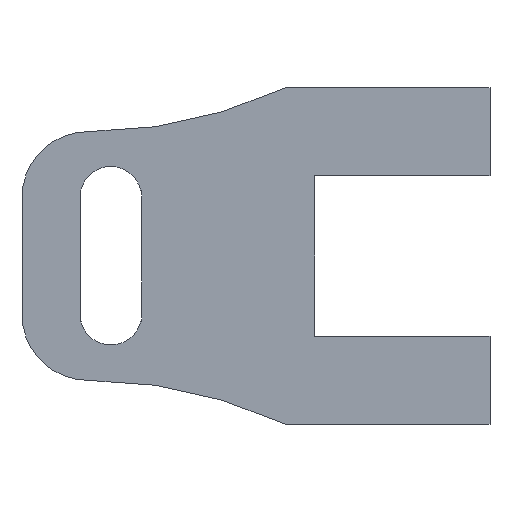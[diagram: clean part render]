
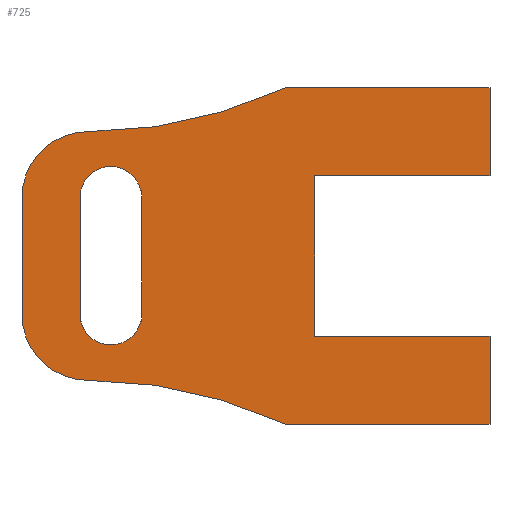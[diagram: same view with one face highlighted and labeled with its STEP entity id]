
A CAD part, front view. The second image highlights one B-rep face of the part: STEP entity #725.
In plain terms, the highlighted planar face has unit normal (0, -1, 0).
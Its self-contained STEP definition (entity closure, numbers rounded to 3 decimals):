
#16=FACE_BOUND('',#99,.T.);
#27=PLANE('',#801);
#57=FACE_OUTER_BOUND('',#98,.T.);
#98=EDGE_LOOP('',(#543,#544,#545,#546,#547,#548,#549,#550,#551,#552,#553,
#554));
#99=EDGE_LOOP('',(#555,#556,#557,#558,#559,#560,#561,#562,#563,#564,#565));
#134=LINE('',#1092,#210);
#152=LINE('',#1137,#228);
#155=LINE('',#1145,#231);
#159=LINE('',#1156,#235);
#160=LINE('',#1158,#236);
#161=LINE('',#1160,#237);
#162=LINE('',#1166,#238);
#163=LINE('',#1168,#239);
#164=LINE('',#1173,#240);
#165=LINE('',#1175,#241);
#166=LINE('',#1177,#242);
#167=LINE('',#1181,#243);
#168=LINE('',#1185,#244);
#169=LINE('',#1189,#245);
#170=LINE('',#1190,#246);
#210=VECTOR('',#875,10.);
#228=VECTOR('',#913,10.);
#231=VECTOR('',#918,10.);
#235=VECTOR('',#930,10.);
#236=VECTOR('',#931,10.);
#237=VECTOR('',#932,10.);
#238=VECTOR('',#937,10.);
#239=VECTOR('',#940,10.);
#240=VECTOR('',#943,10.);
#241=VECTOR('',#944,10.);
#242=VECTOR('',#945,10.);
#243=VECTOR('',#948,10.);
#244=VECTOR('',#951,10.);
#245=VECTOR('',#954,10.);
#246=VECTOR('',#955,10.);
#288=CIRCLE('',#790,32.);
#294=CIRCLE('',#802,32.);
#295=CIRCLE('',#803,4.5);
#296=CIRCLE('',#804,4.5);
#297=CIRCLE('',#805,2.1);
#298=CIRCLE('',#806,2.1);
#299=CIRCLE('',#807,2.1);
#300=CIRCLE('',#808,2.1);
#320=VERTEX_POINT('',#1089);
#321=VERTEX_POINT('',#1091);
#333=VERTEX_POINT('',#1119);
#334=VERTEX_POINT('',#1121);
#338=VERTEX_POINT('',#1135);
#341=VERTEX_POINT('',#1142);
#342=VERTEX_POINT('',#1144);
#346=VERTEX_POINT('',#1157);
#347=VERTEX_POINT('',#1159);
#348=VERTEX_POINT('',#1161);
#349=VERTEX_POINT('',#1163);
#350=VERTEX_POINT('',#1165);
#351=VERTEX_POINT('',#1169);
#352=VERTEX_POINT('',#1170);
#353=VERTEX_POINT('',#1172);
#354=VERTEX_POINT('',#1174);
#355=VERTEX_POINT('',#1176);
#356=VERTEX_POINT('',#1178);
#357=VERTEX_POINT('',#1180);
#358=VERTEX_POINT('',#1182);
#359=VERTEX_POINT('',#1184);
#360=VERTEX_POINT('',#1186);
#361=VERTEX_POINT('',#1188);
#392=EDGE_CURVE('',#321,#320,#134,.T.);
#407=EDGE_CURVE('',#333,#334,#288,.T.);
#415=EDGE_CURVE('',#338,#333,#152,.T.);
#418=EDGE_CURVE('',#342,#341,#155,.T.);
#424=EDGE_CURVE('',#342,#320,#159,.T.);
#425=EDGE_CURVE('',#341,#346,#160,.T.);
#426=EDGE_CURVE('',#347,#346,#161,.T.);
#427=EDGE_CURVE('',#347,#348,#294,.F.);
#428=EDGE_CURVE('',#349,#348,#295,.T.);
#429=EDGE_CURVE('',#350,#349,#162,.T.);
#430=EDGE_CURVE('',#334,#350,#296,.T.);
#431=EDGE_CURVE('',#338,#321,#163,.T.);
#432=EDGE_CURVE('',#351,#352,#297,.T.);
#433=EDGE_CURVE('',#352,#353,#164,.T.);
#434=EDGE_CURVE('',#354,#353,#165,.T.);
#435=EDGE_CURVE('',#354,#355,#166,.T.);
#436=EDGE_CURVE('',#355,#356,#298,.T.);
#437=EDGE_CURVE('',#356,#357,#167,.T.);
#438=EDGE_CURVE('',#358,#357,#299,.T.);
#439=EDGE_CURVE('',#359,#358,#168,.T.);
#440=EDGE_CURVE('',#360,#359,#300,.T.);
#441=EDGE_CURVE('',#361,#360,#169,.T.);
#442=EDGE_CURVE('',#361,#351,#170,.T.);
#543=ORIENTED_EDGE('',*,*,#424,.F.);
#544=ORIENTED_EDGE('',*,*,#418,.T.);
#545=ORIENTED_EDGE('',*,*,#425,.T.);
#546=ORIENTED_EDGE('',*,*,#426,.F.);
#547=ORIENTED_EDGE('',*,*,#427,.T.);
#548=ORIENTED_EDGE('',*,*,#428,.F.);
#549=ORIENTED_EDGE('',*,*,#429,.F.);
#550=ORIENTED_EDGE('',*,*,#430,.F.);
#551=ORIENTED_EDGE('',*,*,#407,.F.);
#552=ORIENTED_EDGE('',*,*,#415,.F.);
#553=ORIENTED_EDGE('',*,*,#431,.T.);
#554=ORIENTED_EDGE('',*,*,#392,.T.);
#555=ORIENTED_EDGE('',*,*,#432,.T.);
#556=ORIENTED_EDGE('',*,*,#433,.T.);
#557=ORIENTED_EDGE('',*,*,#434,.F.);
#558=ORIENTED_EDGE('',*,*,#435,.T.);
#559=ORIENTED_EDGE('',*,*,#436,.T.);
#560=ORIENTED_EDGE('',*,*,#437,.T.);
#561=ORIENTED_EDGE('',*,*,#438,.F.);
#562=ORIENTED_EDGE('',*,*,#439,.F.);
#563=ORIENTED_EDGE('',*,*,#440,.F.);
#564=ORIENTED_EDGE('',*,*,#441,.F.);
#565=ORIENTED_EDGE('',*,*,#442,.T.);
#725=ADVANCED_FACE('',(#57,#16),#27,.T.);
#790=AXIS2_PLACEMENT_3D('',#1122,#895,#896);
#801=AXIS2_PLACEMENT_3D('',#1155,#928,#929);
#802=AXIS2_PLACEMENT_3D('',#1162,#933,#934);
#803=AXIS2_PLACEMENT_3D('',#1164,#935,#936);
#804=AXIS2_PLACEMENT_3D('',#1167,#938,#939);
#805=AXIS2_PLACEMENT_3D('',#1171,#941,#942);
#806=AXIS2_PLACEMENT_3D('',#1179,#946,#947);
#807=AXIS2_PLACEMENT_3D('',#1183,#949,#950);
#808=AXIS2_PLACEMENT_3D('',#1187,#952,#953);
#875=DIRECTION('',(-1.,0.,0.));
#895=DIRECTION('center_axis',(0.,-1.,0.));
#896=DIRECTION('ref_axis',(0.001,0.,1.));
#913=DIRECTION('',(-1.,0.,0.));
#918=DIRECTION('',(1.,0.,0.));
#928=DIRECTION('center_axis',(0.,-1.,0.));
#929=DIRECTION('ref_axis',(1.,0.,0.));
#930=DIRECTION('',(0.,0.,-1.));
#931=DIRECTION('',(0.,0.,1.));
#932=DIRECTION('',(1.,0.,0.));
#933=DIRECTION('center_axis',(0.,-1.,0.));
#934=DIRECTION('ref_axis',(0.001,0.,-1.));
#935=DIRECTION('center_axis',(0.,1.,0.));
#936=DIRECTION('ref_axis',(-0.707,0.,0.707));
#937=DIRECTION('',(0.,0.,1.));
#938=DIRECTION('center_axis',(0.,1.,0.));
#939=DIRECTION('ref_axis',(-0.707,0.,-0.707));
#940=DIRECTION('',(0.,0.,1.));
#941=DIRECTION('center_axis',(0.,1.,0.));
#942=DIRECTION('ref_axis',(1.,0.,0.));
#943=DIRECTION('',(-1.,0.,0.));
#944=DIRECTION('',(0.,0.,-1.));
#945=DIRECTION('',(1.,0.,0.));
#946=DIRECTION('center_axis',(0.,1.,0.));
#947=DIRECTION('ref_axis',(-1.,0.,0.));
#948=DIRECTION('',(1.,0.,0.));
#949=DIRECTION('center_axis',(0.,-1.,0.));
#950=DIRECTION('ref_axis',(1.,0.,0.));
#951=DIRECTION('',(0.,0.,1.));
#952=DIRECTION('center_axis',(0.,-1.,0.));
#953=DIRECTION('ref_axis',(-1.,0.,0.));
#954=DIRECTION('',(0.,0.,1.));
#955=DIRECTION('',(-1.,0.,0.));
#1089=CARTESIAN_POINT('',(-5.,-11.,3.));
#1091=CARTESIAN_POINT('',(7.,-11.,3.));
#1092=CARTESIAN_POINT('',(-3.5,-11.,3.));
#1119=CARTESIAN_POINT('',(-7.,-11.,-3.));
#1121=CARTESIAN_POINT('',(-20.5,-11.,0.));
#1122=CARTESIAN_POINT('Origin',(-20.528,-11.,-32.));
#1135=CARTESIAN_POINT('',(7.,-11.,-3.));
#1137=CARTESIAN_POINT('',(7.,-11.,-3.));
#1142=CARTESIAN_POINT('',(7.,-11.,14.));
#1144=CARTESIAN_POINT('',(-5.,-11.,14.));
#1145=CARTESIAN_POINT('',(-3.5,-11.,14.));
#1155=CARTESIAN_POINT('Origin',(-7.,-11.,0.));
#1156=CARTESIAN_POINT('',(-5.,-11.,6.25));
#1157=CARTESIAN_POINT('',(7.,-11.,20.));
#1158=CARTESIAN_POINT('',(7.,-11.,0.));
#1159=CARTESIAN_POINT('',(-7.,-11.,20.));
#1160=CARTESIAN_POINT('',(-20.5,-11.,20.));
#1161=CARTESIAN_POINT('',(-20.5,-11.,17.));
#1162=CARTESIAN_POINT('Origin',(-20.528,-11.,49.));
#1163=CARTESIAN_POINT('',(-25.,-11.,12.5));
#1164=CARTESIAN_POINT('Origin',(-20.5,-11.,12.5));
#1165=CARTESIAN_POINT('',(-25.,-11.,4.5));
#1166=CARTESIAN_POINT('',(-25.,-11.,0.));
#1167=CARTESIAN_POINT('Origin',(-20.5,-11.,4.5));
#1168=CARTESIAN_POINT('',(7.,-11.,0.));
#1169=CARTESIAN_POINT('',(-16.893,-11.,4.));
#1170=CARTESIAN_POINT('',(-20.964,-11.,4.));
#1171=CARTESIAN_POINT('Origin',(-18.928,-11.,4.515));
#1172=CARTESIAN_POINT('',(-21.,-11.,4.));
#1173=CARTESIAN_POINT('',(-7.,-11.,4.));
#1174=CARTESIAN_POINT('',(-21.,-11.,13.));
#1175=CARTESIAN_POINT('',(-21.,-11.,6.25));
#1176=CARTESIAN_POINT('',(-20.972,-11.,13.));
#1177=CARTESIAN_POINT('',(-7.,-11.,13.));
#1178=CARTESIAN_POINT('',(-16.885,-11.,13.));
#1179=CARTESIAN_POINT('Origin',(-18.928,-11.,12.515));
#1180=CARTESIAN_POINT('',(-16.857,-11.,13.));
#1181=CARTESIAN_POINT('',(-7.,-11.,13.));
#1182=CARTESIAN_POINT('',(-16.8,-11.,12.515));
#1183=CARTESIAN_POINT('Origin',(-18.9,-11.,12.515));
#1184=CARTESIAN_POINT('',(-16.8,-11.,4.515));
#1185=CARTESIAN_POINT('',(-16.8,-11.,10.508));
#1186=CARTESIAN_POINT('',(-16.857,-11.,4.03));
#1187=CARTESIAN_POINT('Origin',(-18.9,-11.,4.515));
#1188=CARTESIAN_POINT('',(-16.857,-11.,4.));
#1189=CARTESIAN_POINT('',(-16.857,-11.,6.265));
#1190=CARTESIAN_POINT('',(-7.,-11.,4.));
